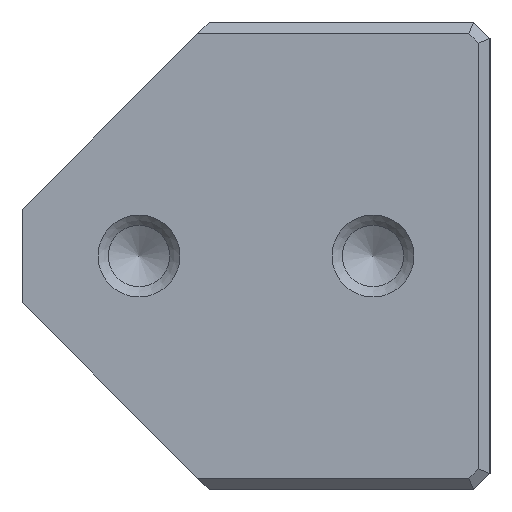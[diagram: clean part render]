
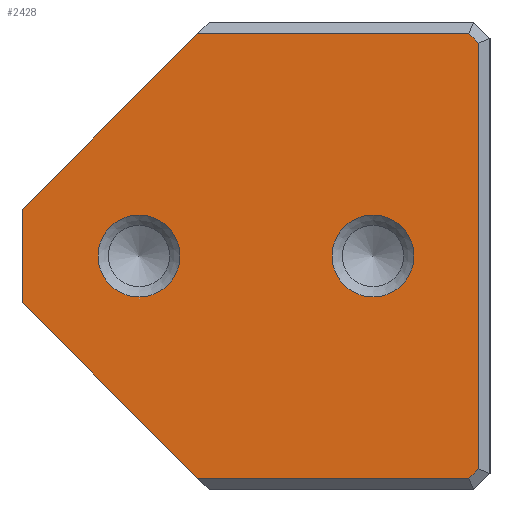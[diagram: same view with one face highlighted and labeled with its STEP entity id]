
A CAD part, left-side view. The second image highlights one B-rep face of the part: STEP entity #2428.
In plain terms, the highlighted planar face has unit normal (-1, 0, 0).
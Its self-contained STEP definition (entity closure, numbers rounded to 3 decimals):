
#2428=ADVANCED_FACE('',(#3224,#3225,#3226),#2764,.T.);
#2764=PLANE('',#8086);
#2987=CIRCLE('',#8084,3.5);
#2988=CIRCLE('',#8085,3.5);
#3224=FACE_BOUND('',#3333,.T.);
#3225=FACE_BOUND('',#3334,.T.);
#3226=FACE_BOUND('',#3335,.T.);
#3333=EDGE_LOOP('',(#3942));
#3334=EDGE_LOOP('',(#3943));
#3335=EDGE_LOOP('',(#3944,#3945,#3946,#3947,#3948,#3949,#3950,#3951));
#3942=ORIENTED_EDGE('',*,*,#6204,.T.);
#3943=ORIENTED_EDGE('',*,*,#6205,.T.);
#3944=ORIENTED_EDGE('',*,*,#6206,.T.);
#3945=ORIENTED_EDGE('',*,*,#6207,.T.);
#3946=ORIENTED_EDGE('',*,*,#6208,.T.);
#3947=ORIENTED_EDGE('',*,*,#6209,.T.);
#3948=ORIENTED_EDGE('',*,*,#6210,.T.);
#3949=ORIENTED_EDGE('',*,*,#6211,.T.);
#3950=ORIENTED_EDGE('',*,*,#6212,.T.);
#3951=ORIENTED_EDGE('',*,*,#6213,.F.);
#5630=VERTEX_POINT('',#10259);
#5631=VERTEX_POINT('',#10261);
#5632=VERTEX_POINT('',#10263);
#5633=VERTEX_POINT('',#10264);
#5634=VERTEX_POINT('',#10266);
#5635=VERTEX_POINT('',#10268);
#5636=VERTEX_POINT('',#10270);
#5637=VERTEX_POINT('',#10272);
#5638=VERTEX_POINT('',#10274);
#5639=VERTEX_POINT('',#10276);
#6204=EDGE_CURVE('',#5630,#5630,#2987,.T.);
#6205=EDGE_CURVE('',#5631,#5631,#2988,.T.);
#6206=EDGE_CURVE('',#5632,#5633,#6969,.T.);
#6207=EDGE_CURVE('',#5633,#5634,#6970,.T.);
#6208=EDGE_CURVE('',#5634,#5635,#6971,.T.);
#6209=EDGE_CURVE('',#5635,#5636,#6972,.T.);
#6210=EDGE_CURVE('',#5636,#5637,#6973,.T.);
#6211=EDGE_CURVE('',#5637,#5638,#6974,.T.);
#6212=EDGE_CURVE('',#5638,#5639,#6975,.T.);
#6213=EDGE_CURVE('',#5632,#5639,#6976,.T.);
#6969=LINE('',#10262,#7603);
#6970=LINE('',#10265,#7604);
#6971=LINE('',#10267,#7605);
#6972=LINE('',#10269,#7606);
#6973=LINE('',#10271,#7607);
#6974=LINE('',#10273,#7608);
#6975=LINE('',#10275,#7609);
#6976=LINE('',#10277,#7610);
#7603=VECTOR('',#8530,1.);
#7604=VECTOR('',#8531,1.);
#7605=VECTOR('',#8532,1.);
#7606=VECTOR('',#8533,1.);
#7607=VECTOR('',#8534,1.);
#7608=VECTOR('',#8535,1.);
#7609=VECTOR('',#8536,1.);
#7610=VECTOR('',#8537,1.);
#8084=AXIS2_PLACEMENT_3D('',#10258,#8526,#8527);
#8085=AXIS2_PLACEMENT_3D('',#10260,#8528,#8529);
#8086=AXIS2_PLACEMENT_3D('',#10278,#8538,#8539);
#8526=DIRECTION('',(1.,0.,0.));
#8527=DIRECTION('',(0.,0.,1.));
#8528=DIRECTION('',(1.,0.,0.));
#8529=DIRECTION('',(0.,0.,1.));
#8530=DIRECTION('',(0.,-0.707,-0.707));
#8531=DIRECTION('',(0.,-1.,0.));
#8532=DIRECTION('',(0.,-0.707,0.707));
#8533=DIRECTION('',(0.,0.,1.));
#8534=DIRECTION('',(0.,0.707,0.707));
#8535=DIRECTION('',(0.,1.,0.));
#8536=DIRECTION('',(0.,0.707,-0.707));
#8537=DIRECTION('',(0.,0.,1.));
#8538=DIRECTION('',(-1.,0.,0.));
#8539=DIRECTION('',(0.,0.,-1.));
#10258=CARTESIAN_POINT('',(0.,30.,20.));
#10259=CARTESIAN_POINT('',(0.,30.,23.5));
#10260=CARTESIAN_POINT('',(0.,10.,20.));
#10261=CARTESIAN_POINT('',(0.,10.,23.5));
#10262=CARTESIAN_POINT('',(0.,22.,-2.));
#10263=CARTESIAN_POINT('',(0.,40.,16.));
#10264=CARTESIAN_POINT('',(0.,25.,1.));
#10265=CARTESIAN_POINT('',(0.,20.,1.));
#10266=CARTESIAN_POINT('',(0.,1.814,1.));
#10267=CARTESIAN_POINT('',(0.,11.407,-8.593));
#10268=CARTESIAN_POINT('',(0.,1.,1.814));
#10269=CARTESIAN_POINT('',(0.,1.,0.));
#10270=CARTESIAN_POINT('',(0.,1.,38.186));
#10271=CARTESIAN_POINT('',(0.,-8.593,28.593));
#10272=CARTESIAN_POINT('',(0.,1.814,39.));
#10273=CARTESIAN_POINT('',(0.,20.,39.));
#10274=CARTESIAN_POINT('',(0.,25.,39.));
#10275=CARTESIAN_POINT('',(0.,42.,22.));
#10276=CARTESIAN_POINT('',(0.,40.,24.));
#10277=CARTESIAN_POINT('',(0.,40.,0.));
#10278=CARTESIAN_POINT('',(0.,20.,0.));
